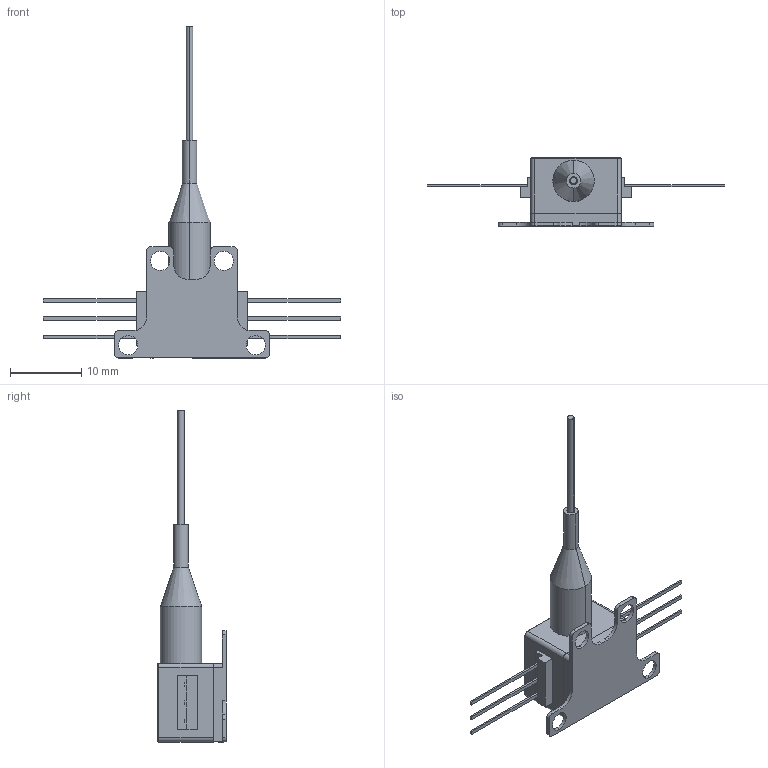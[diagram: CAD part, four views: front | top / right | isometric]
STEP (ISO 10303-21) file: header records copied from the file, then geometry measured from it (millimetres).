
FILE_DESCRIPTION (( 'STEP AP214' ), '1' );
FILE_NAME ('21586-E0W.STEP', '2010-11-18T22:33:22', ( 'User' ), ( 'Thorlabs' ), 'SwSTEP 2.0', 'SolidWorks 2009', '' );
FILE_SCHEMA (( 'AUTOMOTIVE_DESIGN' ));
Length unit declared in the file: millimetre
Products named in the file (1): 21586-E0W
Bounding box: 41.6 x 9.53 x 46.5 mm (x, y, z)
Volume: 945.7 mm3; surface area: 2430.8 mm2
Topology: 15 solids, 15 shells, 474 faces, 1249 edges, 828 vertices
Faces by surface type: plane 279, bspline 119, cylinder 70, cone 6
Entity records: 31561 total; most frequent: CARTESIAN_POINT 15089, ORIENTED_EDGE 2498, DIRECTION 1869, EDGE_CURVE 1249, VECTOR 865, LINE 865, VERTEX_POINT 828, EDGE_LOOP 515
